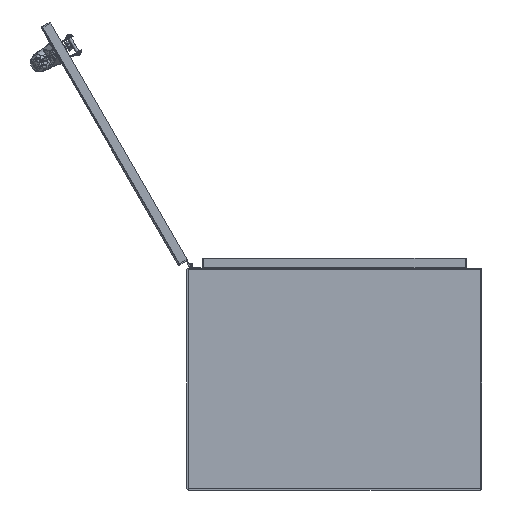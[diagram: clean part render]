
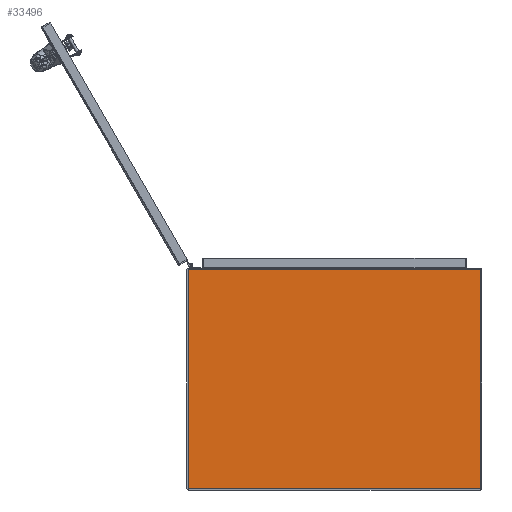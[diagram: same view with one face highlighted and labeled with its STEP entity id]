
A CAD part, front view. The second image highlights one B-rep face of the part: STEP entity #33496.
In plain terms, the highlighted face is planar.
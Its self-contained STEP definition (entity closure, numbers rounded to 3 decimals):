
#1704=PLANE($,#35749);
#2573=FACE_OUTER_BOUND($,#4710,.T.);
#4710=EDGE_LOOP($,(#22745,#22746,#22747,#22748));
#9115=LINE($,#50558,#11733);
#9121=LINE($,#50576,#11739);
#9124=LINE($,#50582,#11742);
#9125=LINE($,#50583,#11743);
#11733=VECTOR($,#40076,23.938);
#11739=VECTOR($,#40100,17.906);
#11742=VECTOR($,#40105,17.906);
#11743=VECTOR($,#40106,23.938);
#14277=VERTEX_POINT($,#50555);
#14278=VERTEX_POINT($,#50557);
#14281=VERTEX_POINT($,#50575);
#14283=VERTEX_POINT($,#50581);
#17457=EDGE_CURVE($,#14278,#14277,#9115,.T.);
#17466=EDGE_CURVE($,#14278,#14281,#9121,.T.);
#17469=EDGE_CURVE($,#14283,#14277,#9124,.T.);
#17470=EDGE_CURVE($,#14281,#14283,#9125,.T.);
#22745=ORIENTED_EDGE($,*,*,#17457,.T.);
#22746=ORIENTED_EDGE($,*,*,#17469,.F.);
#22747=ORIENTED_EDGE($,*,*,#17470,.F.);
#22748=ORIENTED_EDGE($,*,*,#17466,.F.);
#33496=ADVANCED_FACE($,(#2573),#1704,.T.);
#35749=AXIS2_PLACEMENT_3D($,#50580,#40103,#40104);
#40076=DIRECTION($,(1.,0.,0.));
#40100=DIRECTION($,(0.,1.,0.));
#40103=DIRECTION('center_axis',(0.,0.,1.));
#40104=DIRECTION('ref_axis',(1.,0.,0.));
#40105=DIRECTION($,(0.,-1.,0.));
#40106=DIRECTION($,(1.,0.,0.));
#50555=CARTESIAN_POINT('',(11.969,-8.891,0.094));
#50557=CARTESIAN_POINT('',(-11.969,-8.891,0.094));
#50558=CARTESIAN_POINT($,(-5.984,-8.891,0.094));
#50575=CARTESIAN_POINT('',(-11.969,9.016,0.094));
#50576=CARTESIAN_POINT($,(-11.969,-9.016,0.094));
#50580=CARTESIAN_POINT('Origin',(0.,0.,
0.094));
#50581=CARTESIAN_POINT('',(11.969,9.016,0.094));
#50582=CARTESIAN_POINT($,(11.969,9.016,0.094));
#50583=CARTESIAN_POINT($,(-11.969,9.016,0.094));
